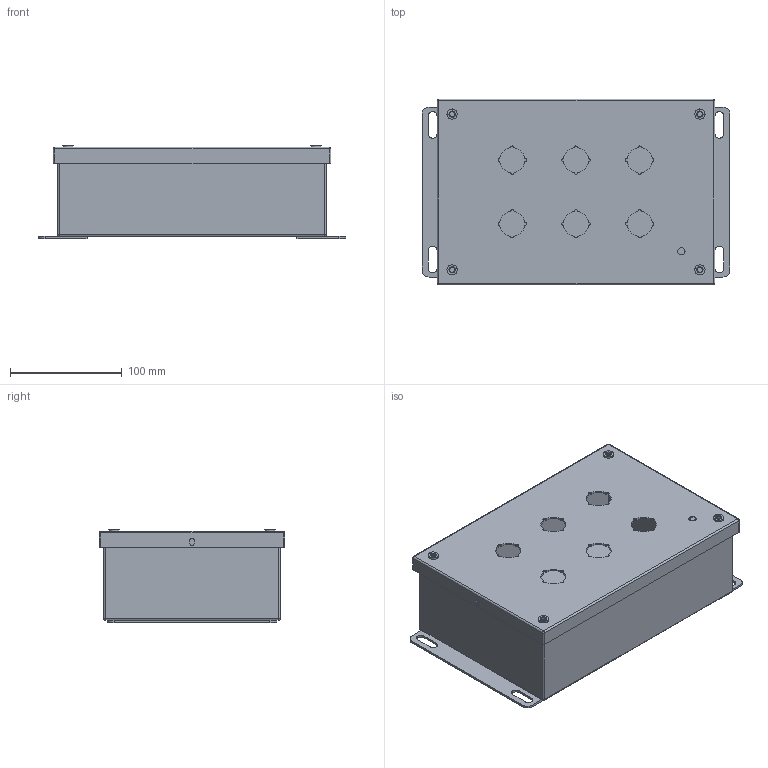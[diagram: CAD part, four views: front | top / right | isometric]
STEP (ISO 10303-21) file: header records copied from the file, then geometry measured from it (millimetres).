
FILE_DESCRIPTION (( 'STEP AP214' ), '1' );
FILE_NAME ('SCE-6PBSSI.STEP', '2023-08-10T09:41:59', ( '' ), ( '' ), 'SwSTEP 2.0', 'SolidWorks 2021', '' );
FILE_SCHEMA (( 'AUTOMOTIVE_DESIGN' ));
Length unit declared in the file: inch
Products named in the file (1): SCE-6PBSSI
Bounding box: 276.23 x 166.69 x 83.45 mm (x, y, z)
Volume: 270720.9 mm3; surface area: 336923.4 mm2
Topology: 3 solids, 3 shells, 514 faces, 1339 edges, 834 vertices
Faces by surface type: cylinder 276, plane 154, torus 40, sphere 24, cone 20
Full cylindrical faces by diameter (mm): 6.756 x4, 8.052 x4
Entity records: 15911 total; most frequent: DIRECTION 2991, CARTESIAN_POINT 2776, ORIENTED_EDGE 2614, EDGE_CURVE 1307, AXIS2_PLACEMENT_3D 1209, VERTEX_POINT 834, CIRCLE 694, EDGE_LOOP 599
